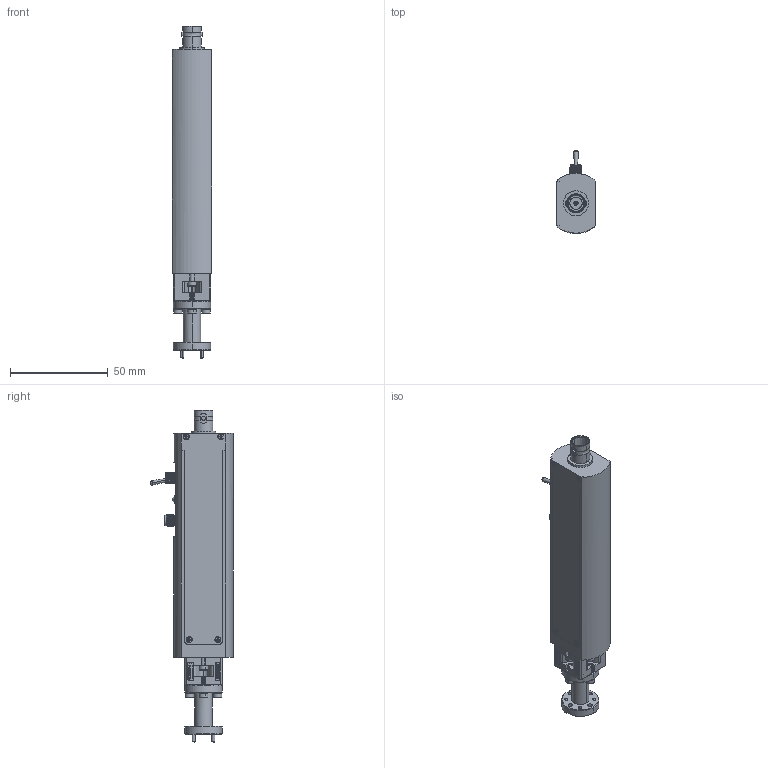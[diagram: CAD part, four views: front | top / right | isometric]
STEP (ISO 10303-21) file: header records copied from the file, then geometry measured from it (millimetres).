
FILE_DESCRIPTION (( 'STEP AP214' ), '1' );
FILE_NAME ('TZ-WD-A Rev 1.0, CTRLD.STEP', '2024-07-19T21:05:11', ( '' ), ( '' ), 'SwSTEP 2.0', 'SolidWorks 2021', '' );
FILE_SCHEMA (( 'AUTOMOTIVE_DESIGN' ));
Length unit declared in the file: inch
Products named in the file (1): TZ-WD-A Rev 1.0, CTRLD
Bounding box: 20.32 x 42.25 x 169.54 mm (x, y, z)
Surface area: 18189.2 mm2 (no closed solid volume)
Topology: 0 solids, 13 shells, 1849 faces, 5055 edges, 3272 vertices
Faces by surface type: plane 809, cylinder 429, bspline 402, cone 191, torus 16, sphere 2
Entity records: 90213 total; most frequent: CARTESIAN_POINT 54947, ORIENTED_EDGE 9994, EDGE_CURVE 5030, B_SPLINE_CURVE_WITH_KNOTS 4938, VERTEX_POINT 3272, DIRECTION 2896, EDGE_LOOP 2000, ADVANCED_FACE 1849
